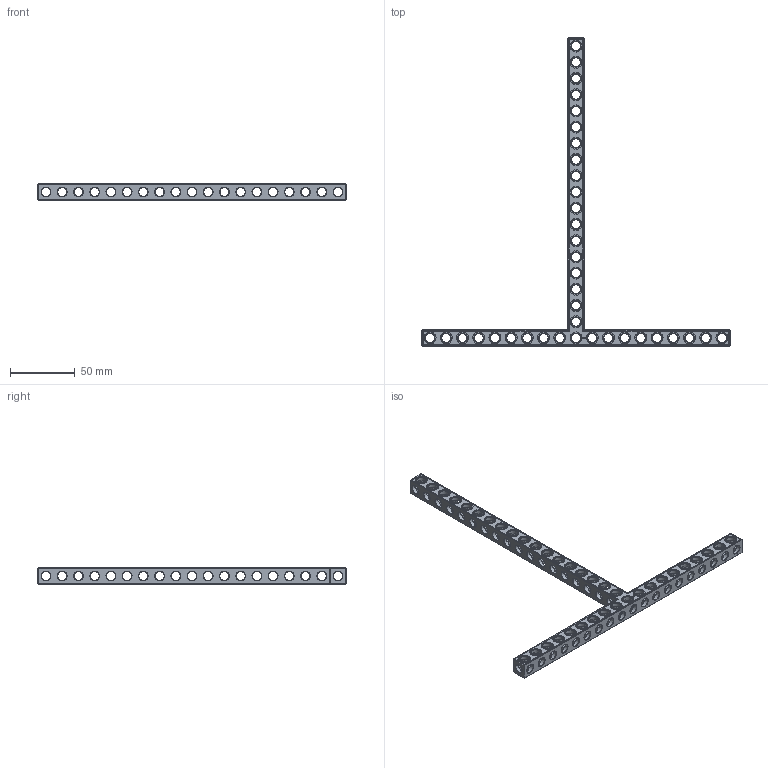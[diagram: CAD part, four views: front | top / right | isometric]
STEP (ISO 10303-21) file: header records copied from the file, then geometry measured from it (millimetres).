
FILE_DESCRIPTION(('FreeCAD Model'),'2;1');
FILE_NAME('Open CASCADE Shape Model','2022-01-29T22:17:44',( 'Paulo Kiefe'),('STEMFIE.org'),'Open CASCADE STEP processor 7.4', 'FreeCAD','Unknown');
FILE_SCHEMA(('AUTOMOTIVE_DESIGN { 1 0 10303 214 1 1 1 1 }'));
Products named in the file (1): Beam_TSH_SYM_ESS_BU19x19x01_-_SPN-BEM-1169_(stemfie.org)
Bounding box: 237.5 x 237.5 x 12.5 mm (x, y, z)
Volume: 36140.9 mm3; surface area: 32308.4 mm2
Topology: 1 solids, 1 shells, 950 faces, 2993 edges, 1969 vertices
Faces by surface type: plane 419, cylinder 225, extrusion 154, cone 152
Full cylindrical faces by diameter (mm): 6.98 x20, 7 x168, 9.2 x37
Entity records: 117315 total; most frequent: CARTESIAN_POINT 61886, DIRECTION 8975, ORIENTED_EDGE 5986, PCURVE 5986, DEFINITIONAL_REPRESENTATION 5986, VECTOR 5418, LINE 5264, EDGE_CURVE 2993
